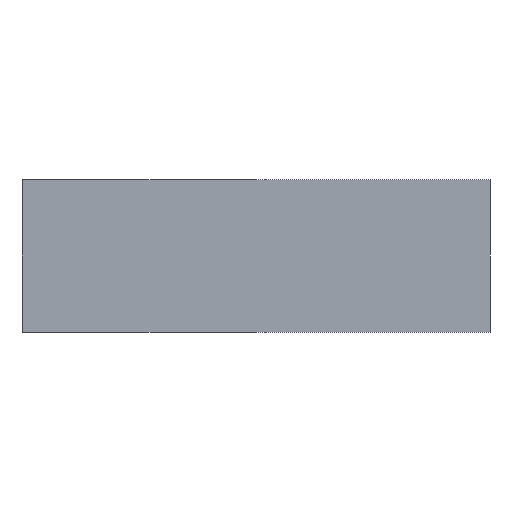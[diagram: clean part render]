
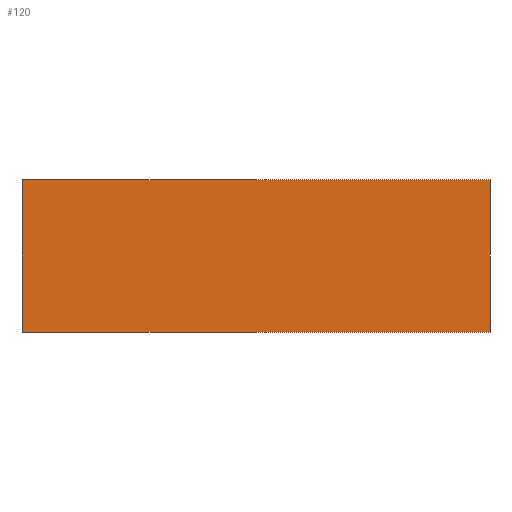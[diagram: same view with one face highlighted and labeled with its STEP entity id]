
A CAD part, front view. The second image highlights one B-rep face of the part: STEP entity #120.
In plain terms, the highlighted planar face has unit normal (0, -1, 0).
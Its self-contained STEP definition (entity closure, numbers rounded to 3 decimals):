
#44 = EDGE_CURVE('',#45,#47,#49,.T.);
#45 = VERTEX_POINT('',#46);
#46 = CARTESIAN_POINT('',(0.,0.,0.));
#47 = VERTEX_POINT('',#48);
#48 = CARTESIAN_POINT('',(0.,0.,2.6));
#49 = LINE('',#50,#51);
#50 = CARTESIAN_POINT('',(0.,0.,0.));
#51 = VECTOR('',#52,1.);
#52 = DIRECTION('',(0.,0.,1.));
#84 = EDGE_CURVE('',#85,#87,#89,.T.);
#85 = VERTEX_POINT('',#86);
#86 = CARTESIAN_POINT('',(8.,0.,0.));
#87 = VERTEX_POINT('',#88);
#88 = CARTESIAN_POINT('',(8.,0.,2.6));
#89 = LINE('',#90,#91);
#90 = CARTESIAN_POINT('',(8.,0.,0.));
#91 = VECTOR('',#92,1.);
#92 = DIRECTION('',(0.,0.,1.));
#120 = ADVANCED_FACE('',(#121),#137,.F.);
#121 = FACE_BOUND('',#122,.F.);
#122 = EDGE_LOOP('',(#123,#129,#130,#136));
#123 = ORIENTED_EDGE('',*,*,#124,.F.);
#124 = EDGE_CURVE('',#45,#85,#125,.T.);
#125 = LINE('',#126,#127);
#126 = CARTESIAN_POINT('',(0.,0.,0.));
#127 = VECTOR('',#128,1.);
#128 = DIRECTION('',(1.,0.,-0.));
#129 = ORIENTED_EDGE('',*,*,#44,.T.);
#130 = ORIENTED_EDGE('',*,*,#131,.T.);
#131 = EDGE_CURVE('',#47,#87,#132,.T.);
#132 = LINE('',#133,#134);
#133 = CARTESIAN_POINT('',(0.,0.,2.6));
#134 = VECTOR('',#135,1.);
#135 = DIRECTION('',(1.,0.,-0.));
#136 = ORIENTED_EDGE('',*,*,#84,.F.);
#137 = PLANE('',#138);
#138 = AXIS2_PLACEMENT_3D('',#139,#140,#141);
#139 = CARTESIAN_POINT('',(0.,0.,0.));
#140 = DIRECTION('',(-0.,1.,0.));
#141 = DIRECTION('',(0.,0.,1.));
